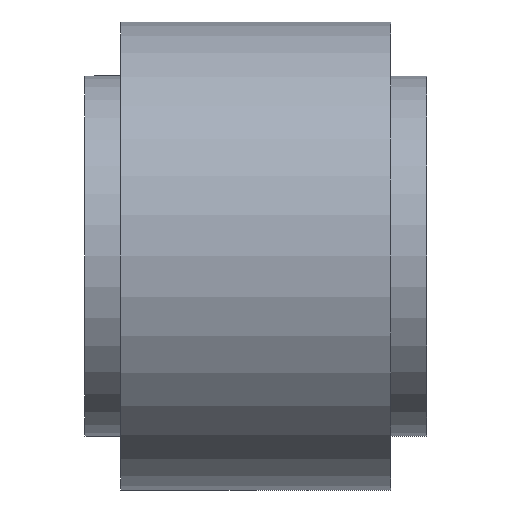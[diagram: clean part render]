
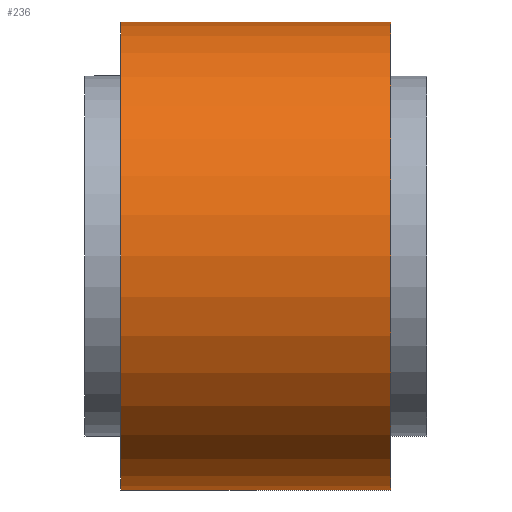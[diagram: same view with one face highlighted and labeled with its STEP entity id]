
A CAD part, front view. The second image highlights one B-rep face of the part: STEP entity #236.
In plain terms, the highlighted cylindrical face has radius 13 mm (diameter 26 mm), a partial arc.
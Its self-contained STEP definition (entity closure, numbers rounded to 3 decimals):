
#17 = AXIS2_PLACEMENT_3D ( 'NONE', #458, #685, #694 ) ;
#88 = DIRECTION ( 'NONE',  ( -1., 0., 0. ) ) ;
#89 = DIRECTION ( 'NONE',  ( 0., 0., 1. ) ) ;
#107 = VECTOR ( 'NONE', #88, 1000. ) ;
#131 = DIRECTION ( 'NONE',  ( -1., 0., 0. ) ) ;
#138 = DIRECTION ( 'NONE',  ( -1., 0., 0. ) ) ;
#140 = DIRECTION ( 'NONE',  ( 0., 0., 1. ) ) ;
#145 = VERTEX_POINT ( 'NONE', #548 ) ;
#163 = EDGE_CURVE ( 'NONE', #145, #360, #493, .T. ) ;
#228 = CIRCLE ( 'NONE', #295, 13. ) ;
#236 = ADVANCED_FACE ( 'NONE', ( #366 ), #779, .T. ) ;
#262 = CARTESIAN_POINT ( 'NONE',  ( -7.5, 0., 13. ) ) ;
#291 = EDGE_CURVE ( 'NONE', #635, #145, #748, .T. ) ;
#295 = AXIS2_PLACEMENT_3D ( 'NONE', #522, #131, #140 ) ;
#360 = VERTEX_POINT ( 'NONE', #262 ) ;
#366 = FACE_OUTER_BOUND ( 'NONE', #543, .T. ) ;
#384 = CARTESIAN_POINT ( 'NONE',  ( 7.5, 0., 13. ) ) ;
#434 = ORIENTED_EDGE ( 'NONE', *, *, #163, .F. ) ;
#452 = VERTEX_POINT ( 'NONE', #384 ) ;
#458 = CARTESIAN_POINT ( 'NONE',  ( -7.5, 0., 0. ) ) ;
#462 = CARTESIAN_POINT ( 'NONE',  ( 9.5, 0., -13. ) ) ;
#493 = CIRCLE ( 'NONE', #17, 13. ) ;
#496 = EDGE_CURVE ( 'NONE', #635, #452, #228, .T. ) ;
#518 = CARTESIAN_POINT ( 'NONE',  ( 9.5, 0., 0. ) ) ;
#522 = CARTESIAN_POINT ( 'NONE',  ( 7.5, 0., 0. ) ) ;
#532 = DIRECTION ( 'NONE',  ( -1., 0., 0. ) ) ;
#543 = EDGE_LOOP ( 'NONE', ( #666, #679, #730, #434 ) ) ;
#548 = CARTESIAN_POINT ( 'NONE',  ( -7.5, 0., -13. ) ) ;
#582 = CARTESIAN_POINT ( 'NONE',  ( 9.5, 0., 13. ) ) ;
#591 = CARTESIAN_POINT ( 'NONE',  ( 7.5, 0., -13. ) ) ;
#618 = AXIS2_PLACEMENT_3D ( 'NONE', #518, #138, #89 ) ;
#629 = EDGE_CURVE ( 'NONE', #452, #360, #668, .T. ) ;
#635 = VERTEX_POINT ( 'NONE', #591 ) ;
#663 = VECTOR ( 'NONE', #532, 1000. ) ;
#666 = ORIENTED_EDGE ( 'NONE', *, *, #291, .F. ) ;
#668 = LINE ( 'NONE', #582, #663 ) ;
#679 = ORIENTED_EDGE ( 'NONE', *, *, #496, .T. ) ;
#685 = DIRECTION ( 'NONE',  ( -1., 0., 0. ) ) ;
#694 = DIRECTION ( 'NONE',  ( 0., 0., 1. ) ) ;
#730 = ORIENTED_EDGE ( 'NONE', *, *, #629, .T. ) ;
#748 = LINE ( 'NONE', #462, #107 ) ;
#779 = CYLINDRICAL_SURFACE ( 'NONE', #618, 13. ) ;
